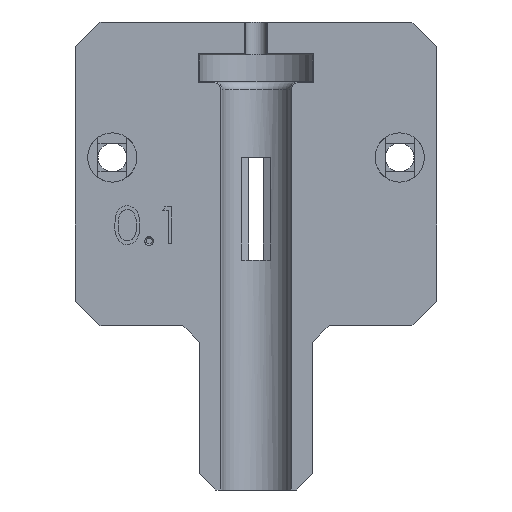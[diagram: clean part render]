
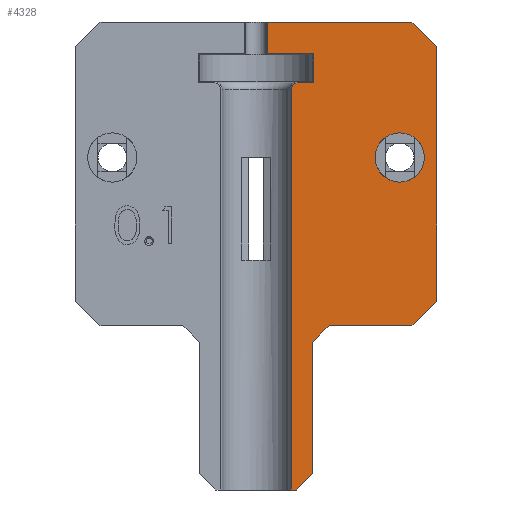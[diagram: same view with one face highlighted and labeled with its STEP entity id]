
A CAD part, front view. The second image highlights one B-rep face of the part: STEP entity #4328.
In plain terms, the highlighted planar face has unit normal (0, -1, 0).
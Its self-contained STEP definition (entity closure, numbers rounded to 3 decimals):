
#21 = EDGE_LOOP ( 'NONE', ( #4692, #3230 ) ) ;
#36 = VECTOR ( 'NONE', #957, 1000. ) ;
#228 = CARTESIAN_POINT ( 'NONE',  ( 20.887, -26.875, -21.014 ) ) ;
#270 = VECTOR ( 'NONE', #5721, 1000. ) ;
#279 = CARTESIAN_POINT ( 'NONE',  ( 17.5, -26.875, 3.5 ) ) ;
#317 = DIRECTION ( 'NONE',  ( 0., 0., -1. ) ) ;
#370 = LINE ( 'NONE', #3653, #36 ) ;
#428 = EDGE_CURVE ( 'NONE', #2554, #3843, #924, .T. ) ;
#442 = FACE_OUTER_BOUND ( 'NONE', #3613, .T. ) ;
#446 = EDGE_CURVE ( 'NONE', #4943, #3309, #2598, .T. ) ;
#458 = LINE ( 'NONE', #7022, #2558 ) ;
#464 = ORIENTED_EDGE ( 'NONE', *, *, #7091, .T. ) ;
#550 = DIRECTION ( 'NONE',  ( 1., 0., 0. ) ) ;
#575 = ORIENTED_EDGE ( 'NONE', *, *, #428, .F. ) ;
#712 = EDGE_CURVE ( 'NONE', #3309, #4304, #458, .T. ) ;
#741 = CARTESIAN_POINT ( 'NONE',  ( 17.5, -26.875, 6.5 ) ) ;
#814 = DIRECTION ( 'NONE',  ( -0.707, 0., 0.707 ) ) ;
#874 = ORIENTED_EDGE ( 'NONE', *, *, #3966, .T. ) ;
#875 = VECTOR ( 'NONE', #550, 1000. ) ;
#888 = VERTEX_POINT ( 'NONE', #4318 ) ;
#924 = LINE ( 'NONE', #5318, #1871 ) ;
#957 = DIRECTION ( 'NONE',  ( 0., 0., -1. ) ) ;
#1039 = LINE ( 'NONE', #3203, #4691 ) ;
#1118 = LINE ( 'NONE', #2149, #1828 ) ;
#1209 = ORIENTED_EDGE ( 'NONE', *, *, #3999, .F. ) ;
#1215 = VECTOR ( 'NONE', #5574, 1000. ) ;
#1258 = VERTEX_POINT ( 'NONE', #5609 ) ;
#1321 = CARTESIAN_POINT ( 'NONE',  ( 7.05, -26.875, 12.6 ) ) ;
#1346 = DIRECTION ( 'NONE',  ( 0., 0., -1. ) ) ;
#1361 = DIRECTION ( 'NONE',  ( 0.707, 0., 0.707 ) ) ;
#1364 = DIRECTION ( 'NONE',  ( 0., 0., -1. ) ) ;
#1386 = CARTESIAN_POINT ( 'NONE',  ( 6.9, -26.875, 16.15 ) ) ;
#1424 = VERTEX_POINT ( 'NONE', #5106 ) ;
#1541 = LINE ( 'NONE', #1386, #270 ) ;
#1548 = DIRECTION ( 'NONE',  ( 0., 0., -1. ) ) ;
#1561 = CARTESIAN_POINT ( 'NONE',  ( 6.375, -26.875, -6.502 ) ) ;
#1573 = CARTESIAN_POINT ( 'NONE',  ( 4.3, -26.875, -37. ) ) ;
#1634 = DIRECTION ( 'NONE',  ( 1., 0., 0. ) ) ;
#1704 = EDGE_CURVE ( 'NONE', #2878, #6994, #6239, .T. ) ;
#1828 = VECTOR ( 'NONE', #3782, 1000. ) ;
#1871 = VECTOR ( 'NONE', #4658, 1000. ) ;
#1895 = AXIS2_PLACEMENT_3D ( 'NONE', #3527, #5843, #317 ) ;
#1996 = EDGE_CURVE ( 'NONE', #4304, #3843, #3093, .T. ) ;
#2064 = ORIENTED_EDGE ( 'NONE', *, *, #3234, .T. ) ;
#2145 = CARTESIAN_POINT ( 'NONE',  ( 6.9, -26.875, -35. ) ) ;
#2149 = CARTESIAN_POINT ( 'NONE',  ( 6.9, -26.875, -19. ) ) ;
#2174 = VECTOR ( 'NONE', #6820, 1000. ) ;
#2420 = DIRECTION ( 'NONE',  ( 0., 1., 0. ) ) ;
#2455 = CARTESIAN_POINT ( 'NONE',  ( 19., -26.875, 20. ) ) ;
#2490 = ORIENTED_EDGE ( 'NONE', *, *, #446, .T. ) ;
#2554 = VERTEX_POINT ( 'NONE', #3994 ) ;
#2558 = VECTOR ( 'NONE', #1634, 1000. ) ;
#2598 = LINE ( 'NONE', #3050, #3581 ) ;
#2620 = VERTEX_POINT ( 'NONE', #2455 ) ;
#2621 = EDGE_CURVE ( 'NONE', #6441, #1258, #6841, .T. ) ;
#2651 = ORIENTED_EDGE ( 'NONE', *, *, #6982, .T. ) ;
#2698 = CARTESIAN_POINT ( 'NONE',  ( -22.5, -26.875, 20. ) ) ;
#2711 = LINE ( 'NONE', #5544, #1215 ) ;
#2715 = ORIENTED_EDGE ( 'NONE', *, *, #1996, .T. ) ;
#2740 = CARTESIAN_POINT ( 'NONE',  ( 17.5, -26.875, 3.5 ) ) ;
#2784 = EDGE_CURVE ( 'NONE', #2554, #888, #1118, .T. ) ;
#2834 = CARTESIAN_POINT ( 'NONE',  ( 22., -26.875, -6.502 ) ) ;
#2878 = VERTEX_POINT ( 'NONE', #741 ) ;
#3050 = CARTESIAN_POINT ( 'NONE',  ( 4.3, -26.875, -6.502 ) ) ;
#3087 = VECTOR ( 'NONE', #1361, 1000. ) ;
#3093 = LINE ( 'NONE', #228, #6958 ) ;
#3163 = CIRCLE ( 'NONE', #1895, 0.85 ) ;
#3203 = CARTESIAN_POINT ( 'NONE',  ( 6.375, -26.875, 12.6 ) ) ;
#3230 = ORIENTED_EDGE ( 'NONE', *, *, #4539, .T. ) ;
#3234 = EDGE_CURVE ( 'NONE', #1424, #2620, #3445, .T. ) ;
#3252 = CARTESIAN_POINT ( 'NONE',  ( 6.375, -26.875, -17. ) ) ;
#3309 = VERTEX_POINT ( 'NONE', #1573 ) ;
#3397 = ORIENTED_EDGE ( 'NONE', *, *, #5993, .T. ) ;
#3445 = LINE ( 'NONE', #6793, #3528 ) ;
#3486 = EDGE_CURVE ( 'NONE', #1424, #1258, #4010, .T. ) ;
#3527 = CARTESIAN_POINT ( 'NONE',  ( 5.15, -26.875, 11.75 ) ) ;
#3528 = VECTOR ( 'NONE', #814, 1000. ) ;
#3566 = CARTESIAN_POINT ( 'NONE',  ( 17.5, -26.875, 0.5 ) ) ;
#3581 = VECTOR ( 'NONE', #1346, 1000. ) ;
#3613 = EDGE_LOOP ( 'NONE', ( #2651, #2490, #5639, #2715, #575, #5414, #464, #5310, #3880, #2064, #1209, #874, #4609, #3397, #5112 ) ) ;
#3653 = CARTESIAN_POINT ( 'NONE',  ( 7.05, -26.875, -6.502 ) ) ;
#3728 = DIRECTION ( 'NONE',  ( 0., 0., -1. ) ) ;
#3737 = DIRECTION ( 'NONE',  ( -1., 0., 0. ) ) ;
#3754 = CARTESIAN_POINT ( 'NONE',  ( 1.4, -26.875, 16.15 ) ) ;
#3782 = DIRECTION ( 'NONE',  ( 0.707, 0., 0.707 ) ) ;
#3794 = CARTESIAN_POINT ( 'NONE',  ( 19., -26.875, -17. ) ) ;
#3806 = AXIS2_PLACEMENT_3D ( 'NONE', #279, #2420, #1364 ) ;
#3843 = VERTEX_POINT ( 'NONE', #2145 ) ;
#3880 = ORIENTED_EDGE ( 'NONE', *, *, #3486, .F. ) ;
#3966 = EDGE_CURVE ( 'NONE', #5921, #5197, #2711, .T. ) ;
#3994 = CARTESIAN_POINT ( 'NONE',  ( 6.9, -26.875, -19. ) ) ;
#3999 = EDGE_CURVE ( 'NONE', #5921, #2620, #5424, .T. ) ;
#4010 = LINE ( 'NONE', #2834, #2174 ) ;
#4064 = AXIS2_PLACEMENT_3D ( 'NONE', #2740, #4390, #1548 ) ;
#4082 = CARTESIAN_POINT ( 'NONE',  ( 4.9, -26.875, -37. ) ) ;
#4153 = PLANE ( 'NONE',  #5086 ) ;
#4304 = VERTEX_POINT ( 'NONE', #4082 ) ;
#4318 = CARTESIAN_POINT ( 'NONE',  ( 8.9, -26.875, -17. ) ) ;
#4328 = ADVANCED_FACE ( 'NONE', ( #442, #5815 ), #4153, .T. ) ;
#4390 = DIRECTION ( 'NONE',  ( 0., 1., 0. ) ) ;
#4539 = EDGE_CURVE ( 'NONE', #6994, #2878, #5642, .T. ) ;
#4609 = ORIENTED_EDGE ( 'NONE', *, *, #5331, .T. ) ;
#4628 = DIRECTION ( 'NONE',  ( 0.707, 0., 0.707 ) ) ;
#4658 = DIRECTION ( 'NONE',  ( 0., 0., -1. ) ) ;
#4673 = CARTESIAN_POINT ( 'NONE',  ( 17.936, -26.875, -18.064 ) ) ;
#4691 = VECTOR ( 'NONE', #3737, 1000. ) ;
#4692 = ORIENTED_EDGE ( 'NONE', *, *, #1704, .T. ) ;
#4943 = VERTEX_POINT ( 'NONE', #5394 ) ;
#4986 = EDGE_CURVE ( 'NONE', #5823, #7014, #1039, .T. ) ;
#5053 = VERTEX_POINT ( 'NONE', #6056 ) ;
#5086 = AXIS2_PLACEMENT_3D ( 'NONE', #1561, #6927, #3728 ) ;
#5106 = CARTESIAN_POINT ( 'NONE',  ( 22., -26.875, 17. ) ) ;
#5112 = ORIENTED_EDGE ( 'NONE', *, *, #4986, .T. ) ;
#5180 = CARTESIAN_POINT ( 'NONE',  ( 5.15, -26.875, 12.6 ) ) ;
#5197 = VERTEX_POINT ( 'NONE', #3754 ) ;
#5310 = ORIENTED_EDGE ( 'NONE', *, *, #2621, .T. ) ;
#5318 = CARTESIAN_POINT ( 'NONE',  ( 6.9, -26.875, -6.502 ) ) ;
#5331 = EDGE_CURVE ( 'NONE', #5197, #5053, #1541, .T. ) ;
#5394 = CARTESIAN_POINT ( 'NONE',  ( 4.3, -26.875, 11.75 ) ) ;
#5414 = ORIENTED_EDGE ( 'NONE', *, *, #2784, .T. ) ;
#5424 = LINE ( 'NONE', #2698, #875 ) ;
#5454 = VECTOR ( 'NONE', #6583, 1000. ) ;
#5544 = CARTESIAN_POINT ( 'NONE',  ( 1.4, -26.875, -6.502 ) ) ;
#5574 = DIRECTION ( 'NONE',  ( 0., 0., -1. ) ) ;
#5609 = CARTESIAN_POINT ( 'NONE',  ( 22., -26.875, -14. ) ) ;
#5639 = ORIENTED_EDGE ( 'NONE', *, *, #712, .T. ) ;
#5642 = CIRCLE ( 'NONE', #3806, 3. ) ;
#5721 = DIRECTION ( 'NONE',  ( 1., 0., 0. ) ) ;
#5815 = FACE_BOUND ( 'NONE', #21, .T. ) ;
#5823 = VERTEX_POINT ( 'NONE', #1321 ) ;
#5843 = DIRECTION ( 'NONE',  ( 0., -1., 0. ) ) ;
#5921 = VERTEX_POINT ( 'NONE', #6314 ) ;
#5993 = EDGE_CURVE ( 'NONE', #5053, #5823, #370, .T. ) ;
#6056 = CARTESIAN_POINT ( 'NONE',  ( 7.05, -26.875, 16.15 ) ) ;
#6239 = CIRCLE ( 'NONE', #4064, 3. ) ;
#6314 = CARTESIAN_POINT ( 'NONE',  ( 1.4, -26.875, 20. ) ) ;
#6441 = VERTEX_POINT ( 'NONE', #3794 ) ;
#6583 = DIRECTION ( 'NONE',  ( 1., 0., 0. ) ) ;
#6793 = CARTESIAN_POINT ( 'NONE',  ( 25.938, -26.875, 13.062 ) ) ;
#6820 = DIRECTION ( 'NONE',  ( 0., 0., -1. ) ) ;
#6841 = LINE ( 'NONE', #4673, #3087 ) ;
#6927 = DIRECTION ( 'NONE',  ( 0., -1., 0. ) ) ;
#6958 = VECTOR ( 'NONE', #4628, 1000. ) ;
#6982 = EDGE_CURVE ( 'NONE', #7014, #4943, #3163, .T. ) ;
#6994 = VERTEX_POINT ( 'NONE', #3566 ) ;
#7014 = VERTEX_POINT ( 'NONE', #5180 ) ;
#7022 = CARTESIAN_POINT ( 'NONE',  ( 6.375, -26.875, -37. ) ) ;
#7068 = LINE ( 'NONE', #3252, #5454 ) ;
#7091 = EDGE_CURVE ( 'NONE', #888, #6441, #7068, .T. ) ;
